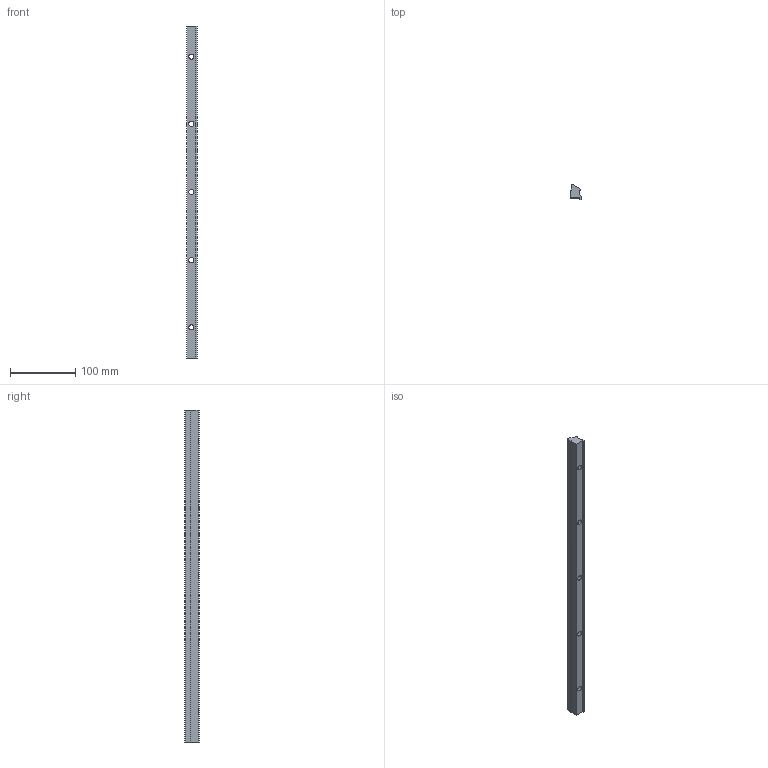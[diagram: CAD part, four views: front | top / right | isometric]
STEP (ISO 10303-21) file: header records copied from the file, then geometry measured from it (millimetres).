
FILE_DESCRIPTION (( 'STEP AP203' ), '1' );
FILE_NAME ('Jeanne TMA 2 STEP AP203.STEP', '2023-01-25T21:13:52', ( '' ), ( '' ), 'SwSTEP 2.0', 'SolidWorks 2022', '' );
FILE_SCHEMA (( 'CONFIG_CONTROL_DESIGN' ));
Length unit declared in the file: millimetre
Products named in the file (1): Jeanne TMA 2 STEP AP203
Bounding box: 16 x 22.78 x 509 mm (x, y, z)
Volume: 126310.6 mm3; surface area: 38945.6 mm2
Topology: 1 solids, 1 shells, 22 faces, 60 edges, 40 vertices
Faces by surface type: cylinder 12, plane 10
Entity records: 795 total; most frequent: CARTESIAN_POINT 153, ORIENTED_EDGE 120, DIRECTION 110, EDGE_CURVE 60, VERTEX_POINT 40, AXIS2_PLACEMENT_3D 37, VECTOR 36, LINE 36
